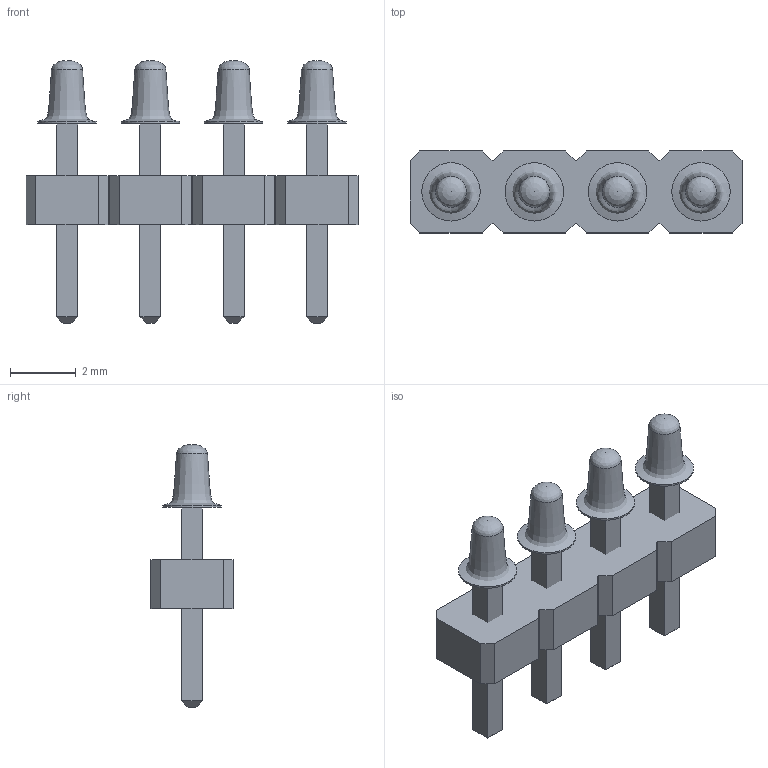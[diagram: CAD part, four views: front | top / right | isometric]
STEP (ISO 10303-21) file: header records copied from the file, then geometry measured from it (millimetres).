
FILE_DESCRIPTION(/* description */ ('STEP AP242','CAx-IF Rec.Pracs.---Representation and Presentation of Product Manufacturing Information (PMI)---4.0---2014-10-13','CAx-IF Rec.Pracs.---3D Tessellated Geometry---0.4---2014-09-14','2;1'),/* implementation_level */ '2;1');
FILE_NAME(/* name */ '6171580efb9dd41851be1660',/* time_stamp */ '2021-10-21T12:07:43+00:00',/* author */ (''),/* organization */ (''),/* preprocessor_version */ 'ST-DEVELOPER v18.1',/* originating_system */ ' ',/* authorisation */ ' ');
FILE_SCHEMA (('AP242_MANAGED_MODEL_BASED_3D_ENGINEERING_MIM_LF { 1 0 10303 442 1 1 4 }'));
Length unit declared in the file: metre
Products named in the file (9): OLED Module with Pins v1; Pin Header 1.4 v1
Bounding box: 10.12 x 2.5 x 8.01 mm (x, y, z)
Volume: 53.5 mm3; surface area: 219 mm2
Topology: 9 solids, 9 shells, 114 faces, 248 edges, 152 vertices
Faces by surface type: plane 98, cylinder 8, bspline 8
Full cylindrical faces by diameter (mm): 0.64 x4, 1.781 x4
Entity records: 3720 total; most frequent: CARTESIAN_POINT 1111, DIRECTION 478, ORIENTED_EDGE 456, EDGE_CURVE 228, LINE 208, VECTOR 208, VERTEX_POINT 152, AXIS2_PLACEMENT_3D 135
